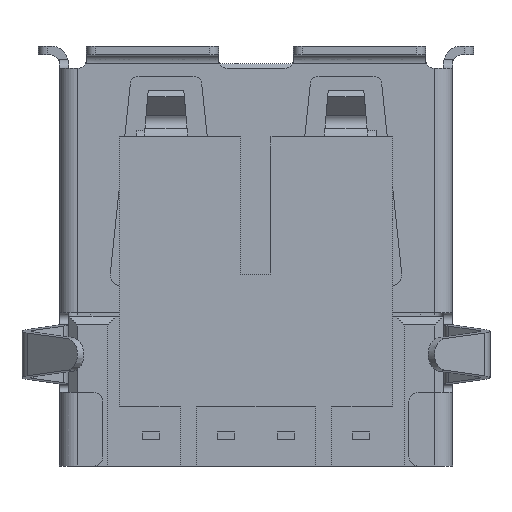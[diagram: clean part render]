
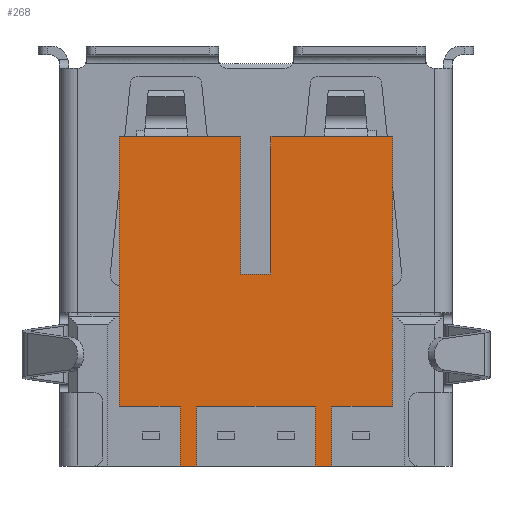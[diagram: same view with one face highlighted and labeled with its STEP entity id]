
A CAD part, front view. The second image highlights one B-rep face of the part: STEP entity #268.
In plain terms, the highlighted planar face has unit normal (0, -1, 0).
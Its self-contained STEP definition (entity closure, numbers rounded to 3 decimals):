
#268=ADVANCED_FACE('',(#869),#870,.T.);
#869=FACE_OUTER_BOUND('',#1608,.T.);
#870=PLANE('',#1609);
#1608=EDGE_LOOP('',(#3955,#3956,#3957,#3958,#3959,#3960,#3961,#3962,#3963,#3964,#3965,#3966,#3967,#3968,#3969,#3970));
#1609=AXIS2_PLACEMENT_3D('',#3971,#3972,#3973);
#3955=ORIENTED_EDGE('',*,*,#5785,.T.);
#3956=ORIENTED_EDGE('',*,*,#5693,.F.);
#3957=ORIENTED_EDGE('',*,*,#5795,.F.);
#3958=ORIENTED_EDGE('',*,*,#5788,.T.);
#3959=ORIENTED_EDGE('',*,*,#5796,.F.);
#3960=ORIENTED_EDGE('',*,*,#5797,.F.);
#3961=ORIENTED_EDGE('',*,*,#5798,.T.);
#3962=ORIENTED_EDGE('',*,*,#5799,.F.);
#3963=ORIENTED_EDGE('',*,*,#5800,.F.);
#3964=ORIENTED_EDGE('',*,*,#5801,.F.);
#3965=ORIENTED_EDGE('',*,*,#5802,.T.);
#3966=ORIENTED_EDGE('',*,*,#5792,.T.);
#3967=ORIENTED_EDGE('',*,*,#5803,.T.);
#3968=ORIENTED_EDGE('',*,*,#5697,.F.);
#3969=ORIENTED_EDGE('',*,*,#5804,.F.);
#3970=ORIENTED_EDGE('',*,*,#5790,.T.);
#3971=CARTESIAN_POINT('',(-4.55,-4.14,-3.0));
#3972=DIRECTION('',(0.0,-1.0,0.0));
#3973=DIRECTION('',(0.0,0.0,-1.0));
#5693=EDGE_CURVE('',#7181,#7183,#7184,.T.);
#5697=EDGE_CURVE('',#7189,#7191,#7192,.T.);
#5785=EDGE_CURVE('',#7339,#7183,#7340,.T.);
#5788=EDGE_CURVE('',#7344,#7342,#7345,.T.);
#5790=EDGE_CURVE('',#7347,#7339,#7348,.T.);
#5792=EDGE_CURVE('',#7350,#7351,#7352,.T.);
#5795=EDGE_CURVE('',#7344,#7181,#7355,.T.);
#5796=EDGE_CURVE('',#7356,#7342,#7357,.T.);
#5797=EDGE_CURVE('',#7358,#7356,#7359,.T.);
#5798=EDGE_CURVE('',#7358,#7360,#7361,.T.);
#5799=EDGE_CURVE('',#7362,#7360,#7363,.T.);
#5800=EDGE_CURVE('',#7364,#7362,#7365,.T.);
#5801=EDGE_CURVE('',#7366,#7364,#7367,.T.);
#5802=EDGE_CURVE('',#7366,#7350,#7368,.T.);
#5803=EDGE_CURVE('',#7351,#7191,#7369,.T.);
#5804=EDGE_CURVE('',#7347,#7189,#7370,.T.);
#7181=VERTEX_POINT('',#10589);
#7183=VERTEX_POINT('',#10592);
#7184=LINE('',#10593,#10594);
#7189=VERTEX_POINT('',#10601);
#7191=VERTEX_POINT('',#10604);
#7192=LINE('',#10605,#10606);
#7339=VERTEX_POINT('',#10830);
#7340=LINE('',#10831,#10832);
#7342=VERTEX_POINT('',#10835);
#7344=VERTEX_POINT('',#10838);
#7345=LINE('',#10839,#10840);
#7347=VERTEX_POINT('',#10843);
#7348=LINE('',#10844,#10845);
#7350=VERTEX_POINT('',#10848);
#7351=VERTEX_POINT('',#10849);
#7352=LINE('',#10850,#10851);
#7355=LINE('',#10856,#10857);
#7356=VERTEX_POINT('',#10858);
#7357=LINE('',#10859,#10860);
#7358=VERTEX_POINT('',#10861);
#7359=LINE('',#10862,#10863);
#7360=VERTEX_POINT('',#10864);
#7361=LINE('',#10865,#10866);
#7362=VERTEX_POINT('',#10867);
#7363=LINE('',#10868,#10869);
#7364=VERTEX_POINT('',#10870);
#7365=LINE('',#10871,#10872);
#7366=VERTEX_POINT('',#10873);
#7367=LINE('',#10874,#10875);
#7368=LINE('',#10876,#10877);
#7369=LINE('',#10878,#10879);
#7370=LINE('',#10880,#10881);
#10589=CARTESIAN_POINT('',(2.525,-4.14,-14.0));
#10592=CARTESIAN_POINT('',(1.975,-4.14,-14.0));
#10593=CARTESIAN_POINT('',(2.525,-4.14,-14.0));
#10594=VECTOR('',#13230,0.55);
#10601=CARTESIAN_POINT('',(-1.975,-4.14,-14.0));
#10604=CARTESIAN_POINT('',(-2.525,-4.14,-14.0));
#10605=CARTESIAN_POINT('',(-1.975,-4.14,-14.0));
#10606=VECTOR('',#13234,0.55);
#10830=CARTESIAN_POINT('',(1.975,-4.14,-12.0));
#10831=CARTESIAN_POINT('',(1.975,-4.14,-12.0));
#10832=VECTOR('',#13342,2.0);
#10835=CARTESIAN_POINT('',(4.55,-4.14,-12.0));
#10838=CARTESIAN_POINT('',(2.525,-4.14,-12.0));
#10839=CARTESIAN_POINT('',(2.525,-4.14,-12.0));
#10840=VECTOR('',#13345,2.025);
#10843=CARTESIAN_POINT('',(-1.975,-4.14,-12.0));
#10844=CARTESIAN_POINT('',(-1.975,-4.14,-12.0));
#10845=VECTOR('',#13347,3.95);
#10848=CARTESIAN_POINT('',(-4.55,-4.14,-12.0));
#10849=CARTESIAN_POINT('',(-2.525,-4.14,-12.0));
#10850=CARTESIAN_POINT('',(-4.55,-4.14,-12.0));
#10851=VECTOR('',#13349,2.025);
#10856=CARTESIAN_POINT('',(2.525,-4.14,-12.0));
#10857=VECTOR('',#13352,2.0);
#10858=CARTESIAN_POINT('',(4.55,-4.14,-3.0));
#10859=CARTESIAN_POINT('',(4.55,-4.14,-3.0));
#10860=VECTOR('',#13353,9.0);
#10861=CARTESIAN_POINT('',(0.5,-4.14,-3.0));
#10862=CARTESIAN_POINT('',(0.5,-4.14,-3.0));
#10863=VECTOR('',#13354,4.05);
#10864=CARTESIAN_POINT('',(0.5,-4.14,-7.6));
#10865=CARTESIAN_POINT('',(0.5,-4.14,-3.0));
#10866=VECTOR('',#13355,4.6);
#10867=CARTESIAN_POINT('',(-0.5,-4.14,-7.6));
#10868=CARTESIAN_POINT('',(-0.5,-4.14,-7.6));
#10869=VECTOR('',#13356,1.0);
#10870=CARTESIAN_POINT('',(-0.5,-4.14,-3.0));
#10871=CARTESIAN_POINT('',(-0.5,-4.14,-3.0));
#10872=VECTOR('',#13357,4.6);
#10873=CARTESIAN_POINT('',(-4.55,-4.14,-3.0));
#10874=CARTESIAN_POINT('',(-4.55,-4.14,-3.0));
#10875=VECTOR('',#13358,4.05);
#10876=CARTESIAN_POINT('',(-4.55,-4.14,-3.0));
#10877=VECTOR('',#13359,9.0);
#10878=CARTESIAN_POINT('',(-2.525,-4.14,-12.0));
#10879=VECTOR('',#13360,2.0);
#10880=CARTESIAN_POINT('',(-1.975,-4.14,-12.0));
#10881=VECTOR('',#13361,2.0);
#13230=DIRECTION('',(-1.0,0.0,0.0));
#13234=DIRECTION('',(-1.0,0.0,0.0));
#13342=DIRECTION('',(0.0,0.0,-1.0));
#13345=DIRECTION('',(1.0,0.0,0.0));
#13347=DIRECTION('',(1.0,0.0,0.0));
#13349=DIRECTION('',(1.0,0.0,0.0));
#13352=DIRECTION('',(0.0,0.0,-1.0));
#13353=DIRECTION('',(0.0,0.0,-1.0));
#13354=DIRECTION('',(1.0,0.0,0.0));
#13355=DIRECTION('',(0.0,0.0,-1.0));
#13356=DIRECTION('',(1.0,0.0,0.0));
#13357=DIRECTION('',(0.0,0.0,-1.0));
#13358=DIRECTION('',(1.0,0.0,0.0));
#13359=DIRECTION('',(0.0,0.0,-1.0));
#13360=DIRECTION('',(0.0,0.0,-1.0));
#13361=DIRECTION('',(0.0,0.0,-1.0));
